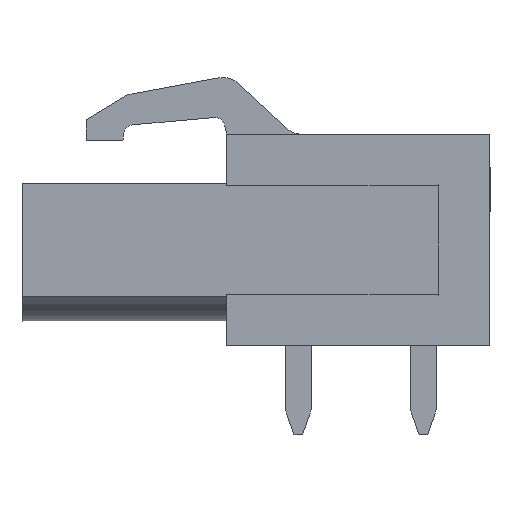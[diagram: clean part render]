
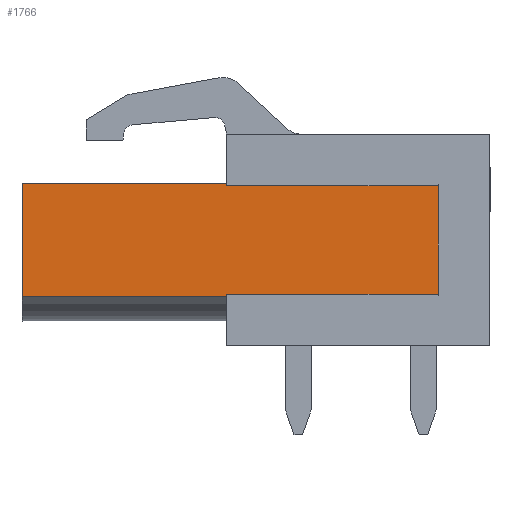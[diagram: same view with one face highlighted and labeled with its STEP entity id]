
A CAD part, front view. The second image highlights one B-rep face of the part: STEP entity #1766.
In plain terms, the highlighted planar face has unit normal (0, -1, 0).
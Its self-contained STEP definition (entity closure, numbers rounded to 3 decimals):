
#1766 = ADVANCED_FACE( '', ( #3819 ), #3820, .F. );
#3819 = FACE_OUTER_BOUND( '', #7276, .T. );
#3820 = PLANE( '', #7277 );
#7276 = EDGE_LOOP( '', ( #12691, #12692, #12693, #12694, #12695, #12696, #12697, #12698 ) );
#7277 = AXIS2_PLACEMENT_3D( '', #12699, #12700, #12701 );
#12691 = ORIENTED_EDGE( '', *, *, #16529, .F. );
#12692 = ORIENTED_EDGE( '', *, *, #15096, .T. );
#12693 = ORIENTED_EDGE( '', *, *, #17058, .F. );
#12694 = ORIENTED_EDGE( '', *, *, #17059, .F. );
#12695 = ORIENTED_EDGE( '', *, *, #16161, .T. );
#12696 = ORIENTED_EDGE( '', *, *, #15535, .T. );
#12697 = ORIENTED_EDGE( '', *, *, #15670, .F. );
#12698 = ORIENTED_EDGE( '', *, *, #16824, .T. );
#12699 = CARTESIAN_POINT( '', ( -1.2, 1., 4.3 ) );
#12700 = DIRECTION( '', ( 0., 1., 0. ) );
#12701 = DIRECTION( '', ( 0., 0., 1. ) );
#15096 = EDGE_CURVE( '', #17695, #17693, #17696, .T. );
#15535 = EDGE_CURVE( '', #18469, #18467, #18470, .T. );
#15670 = EDGE_CURVE( '', #18700, #18467, #18702, .T. );
#16161 = EDGE_CURVE( '', #19494, #18469, #19495, .T. );
#16529 = EDGE_CURVE( '', #17695, #20029, #20032, .T. );
#16824 = EDGE_CURVE( '', #18700, #20029, #20447, .T. );
#17058 = EDGE_CURVE( '', #20751, #17693, #20752, .T. );
#17059 = EDGE_CURVE( '', #19494, #20751, #20753, .T. );
#17693 = VERTEX_POINT( '', #21511 );
#17695 = VERTEX_POINT( '', #21514 );
#17696 = LINE( '', #21515, #21516 );
#18467 = VERTEX_POINT( '', #22603 );
#18469 = VERTEX_POINT( '', #22606 );
#18470 = LINE( '', #22607, #22608 );
#18700 = VERTEX_POINT( '', #22937 );
#18702 = LINE( '', #22940, #22941 );
#19494 = VERTEX_POINT( '', #24094 );
#19495 = LINE( '', #24095, #24096 );
#20029 = VERTEX_POINT( '', #24869 );
#20032 = LINE( '', #24874, #24875 );
#20447 = LINE( '', #25467, #25468 );
#20751 = VERTEX_POINT( '', #25917 );
#20752 = LINE( '', #25918, #25919 );
#20753 = LINE( '', #25920, #25921 );
#21511 = CARTESIAN_POINT( '', ( -1.2, 1., -2.65 ) );
#21514 = CARTESIAN_POINT( '', ( -1.2, 1., -2.3 ) );
#21515 = CARTESIAN_POINT( '', ( -1.2, 1., 2.65 ) );
#21516 = VECTOR( '', #26765, 1000. );
#22603 = CARTESIAN_POINT( '', ( -1.2, 1., 2.3 ) );
#22606 = CARTESIAN_POINT( '', ( -1.2, 1., 2.65 ) );
#22607 = CARTESIAN_POINT( '', ( -1.2, 1., 2.65 ) );
#22608 = VECTOR( '', #27252, 1000. );
#22937 = CARTESIAN_POINT( '', ( -9.5, 1., 2.3 ) );
#22940 = CARTESIAN_POINT( '', ( -1.2, 1., 2.3 ) );
#22941 = VECTOR( '', #27377, 1000. );
#24094 = CARTESIAN_POINT( '', ( 7.4, 1., 2.65 ) );
#24095 = CARTESIAN_POINT( '', ( 7.4, 1., 2.65 ) );
#24096 = VECTOR( '', #27841, 1000. );
#24869 = CARTESIAN_POINT( '', ( -9.5, 1., -2.3 ) );
#24874 = CARTESIAN_POINT( '', ( -1.2, 1., -2.3 ) );
#24875 = VECTOR( '', #28194, 1000. );
#25467 = CARTESIAN_POINT( '', ( -9.5, 1., 4.3 ) );
#25468 = VECTOR( '', #28518, 1000. );
#25917 = CARTESIAN_POINT( '', ( 7.4, 1., -2.65 ) );
#25918 = CARTESIAN_POINT( '', ( 7.4, 1., -2.65 ) );
#25919 = VECTOR( '', #28715, 1000. );
#25920 = CARTESIAN_POINT( '', ( 7.4, 1., 2.65 ) );
#25921 = VECTOR( '', #28716, 1000. );
#26765 = DIRECTION( '', ( 0., 0., -1. ) );
#27252 = DIRECTION( '', ( 0., 0., -1. ) );
#27377 = DIRECTION( '', ( 1., 0., 0. ) );
#27841 = DIRECTION( '', ( -1., 0., 0. ) );
#28194 = DIRECTION( '', ( -1., 0., 0. ) );
#28518 = DIRECTION( '', ( 0., 0., -1. ) );
#28715 = DIRECTION( '', ( -1., 0., 0. ) );
#28716 = DIRECTION( '', ( 0., 0., -1. ) );
